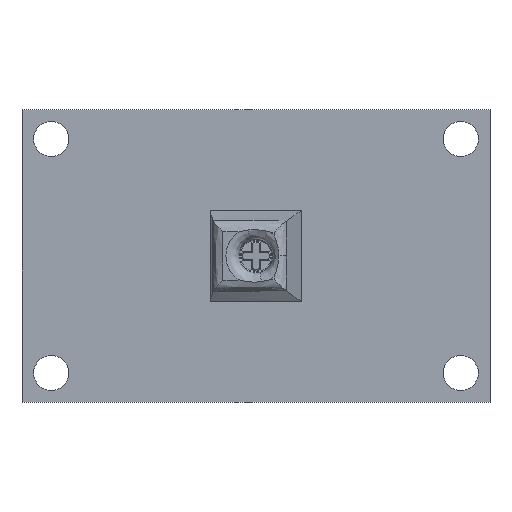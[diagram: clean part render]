
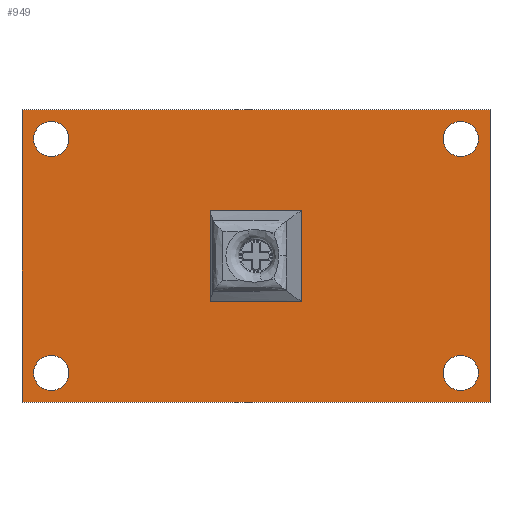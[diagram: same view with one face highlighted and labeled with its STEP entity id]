
A CAD part, top view. The second image highlights one B-rep face of the part: STEP entity #949.
In plain terms, the highlighted planar face has unit normal (0, 0, 1).
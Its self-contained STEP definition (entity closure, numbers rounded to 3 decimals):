
#84=FACE_BOUND('',#187,.T.);
#85=FACE_BOUND('',#188,.T.);
#86=FACE_BOUND('',#189,.T.);
#87=FACE_BOUND('',#190,.T.);
#88=FACE_BOUND('',#191,.T.);
#94=CIRCLE('',#1020,3.);
#95=CIRCLE('',#1021,3.);
#96=CIRCLE('',#1022,3.);
#97=CIRCLE('',#1023,3.);
#130=FACE_OUTER_BOUND('',#186,.T.);
#186=EDGE_LOOP('',(#628,#629,#630,#631));
#187=EDGE_LOOP('',(#632));
#188=EDGE_LOOP('',(#633));
#189=EDGE_LOOP('',(#634));
#190=EDGE_LOOP('',(#635));
#191=EDGE_LOOP('',(#636,#637,#638,#639));
#252=LINE('',#1345,#320);
#253=LINE('',#1347,#321);
#254=LINE('',#1349,#322);
#255=LINE('',#1350,#323);
#256=LINE('',#1361,#324);
#257=LINE('',#1363,#325);
#258=LINE('',#1365,#326);
#259=LINE('',#1366,#327);
#320=VECTOR('',#1107,10.);
#321=VECTOR('',#1108,10.);
#322=VECTOR('',#1109,10.);
#323=VECTOR('',#1110,10.);
#324=VECTOR('',#1119,10.);
#325=VECTOR('',#1120,10.);
#326=VECTOR('',#1121,10.);
#327=VECTOR('',#1122,10.);
#388=VERTEX_POINT('',#1343);
#389=VERTEX_POINT('',#1344);
#390=VERTEX_POINT('',#1346);
#391=VERTEX_POINT('',#1348);
#392=VERTEX_POINT('',#1351);
#393=VERTEX_POINT('',#1353);
#394=VERTEX_POINT('',#1355);
#395=VERTEX_POINT('',#1357);
#396=VERTEX_POINT('',#1359);
#397=VERTEX_POINT('',#1360);
#398=VERTEX_POINT('',#1362);
#399=VERTEX_POINT('',#1364);
#482=EDGE_CURVE('',#388,#389,#252,.T.);
#483=EDGE_CURVE('',#389,#390,#253,.T.);
#484=EDGE_CURVE('',#390,#391,#254,.T.);
#485=EDGE_CURVE('',#391,#388,#255,.T.);
#486=EDGE_CURVE('',#392,#392,#94,.T.);
#487=EDGE_CURVE('',#393,#393,#95,.T.);
#488=EDGE_CURVE('',#394,#394,#96,.T.);
#489=EDGE_CURVE('',#395,#395,#97,.T.);
#490=EDGE_CURVE('',#396,#397,#256,.T.);
#491=EDGE_CURVE('',#397,#398,#257,.T.);
#492=EDGE_CURVE('',#398,#399,#258,.T.);
#493=EDGE_CURVE('',#399,#396,#259,.T.);
#628=ORIENTED_EDGE('',*,*,#482,.T.);
#629=ORIENTED_EDGE('',*,*,#483,.T.);
#630=ORIENTED_EDGE('',*,*,#484,.T.);
#631=ORIENTED_EDGE('',*,*,#485,.T.);
#632=ORIENTED_EDGE('',*,*,#486,.T.);
#633=ORIENTED_EDGE('',*,*,#487,.T.);
#634=ORIENTED_EDGE('',*,*,#488,.T.);
#635=ORIENTED_EDGE('',*,*,#489,.T.);
#636=ORIENTED_EDGE('',*,*,#490,.T.);
#637=ORIENTED_EDGE('',*,*,#491,.T.);
#638=ORIENTED_EDGE('',*,*,#492,.T.);
#639=ORIENTED_EDGE('',*,*,#493,.T.);
#920=PLANE('',#1019);
#949=ADVANCED_FACE('',(#130,#84,#85,#86,#87,#88),#920,.T.);
#1019=AXIS2_PLACEMENT_3D('',#1342,#1105,#1106);
#1020=AXIS2_PLACEMENT_3D('',#1352,#1111,#1112);
#1021=AXIS2_PLACEMENT_3D('',#1354,#1113,#1114);
#1022=AXIS2_PLACEMENT_3D('',#1356,#1115,#1116);
#1023=AXIS2_PLACEMENT_3D('',#1358,#1117,#1118);
#1105=DIRECTION('center_axis',(0.,0.,1.));
#1106=DIRECTION('ref_axis',(1.,0.,0.));
#1107=DIRECTION('',(0.,-1.,0.));
#1108=DIRECTION('',(1.,0.,0.));
#1109=DIRECTION('',(0.,1.,0.));
#1110=DIRECTION('',(-1.,0.,0.));
#1111=DIRECTION('center_axis',(0.,0.,-1.));
#1112=DIRECTION('ref_axis',(1.,0.,0.));
#1113=DIRECTION('center_axis',(0.,0.,-1.));
#1114=DIRECTION('ref_axis',(1.,0.,0.));
#1115=DIRECTION('center_axis',(0.,0.,-1.));
#1116=DIRECTION('ref_axis',(1.,0.,0.));
#1117=DIRECTION('center_axis',(0.,0.,-1.));
#1118=DIRECTION('ref_axis',(1.,0.,0.));
#1119=DIRECTION('',(0.,-1.,0.));
#1120=DIRECTION('',(-1.,0.,0.));
#1121=DIRECTION('',(0.,1.,0.));
#1122=DIRECTION('',(1.,0.,0.));
#1342=CARTESIAN_POINT('Origin',(0.,0.,0.));
#1343=CARTESIAN_POINT('',(-40.,25.,0.));
#1344=CARTESIAN_POINT('',(-40.,-25.,0.));
#1345=CARTESIAN_POINT('',(-40.,25.,0.));
#1346=CARTESIAN_POINT('',(40.,-25.,0.));
#1347=CARTESIAN_POINT('',(-40.,-25.,0.));
#1348=CARTESIAN_POINT('',(40.,25.,0.));
#1349=CARTESIAN_POINT('',(40.,-25.,0.));
#1350=CARTESIAN_POINT('',(40.,25.,0.));
#1351=CARTESIAN_POINT('',(-38.,20.,0.));
#1352=CARTESIAN_POINT('Origin',(-35.,20.,0.));
#1353=CARTESIAN_POINT('',(32.,20.,0.));
#1354=CARTESIAN_POINT('Origin',(35.,20.,0.));
#1355=CARTESIAN_POINT('',(32.,-20.,0.));
#1356=CARTESIAN_POINT('Origin',(35.,-20.,0.));
#1357=CARTESIAN_POINT('',(-38.,-20.,0.));
#1358=CARTESIAN_POINT('Origin',(-35.,-20.,0.));
#1359=CARTESIAN_POINT('',(7.75,7.75,0.));
#1360=CARTESIAN_POINT('',(7.75,-7.75,0.));
#1361=CARTESIAN_POINT('',(7.75,-4.5,0.));
#1362=CARTESIAN_POINT('',(-7.75,-7.75,0.));
#1363=CARTESIAN_POINT('',(0.,-7.75,0.));
#1364=CARTESIAN_POINT('',(-7.75,7.75,0.));
#1365=CARTESIAN_POINT('',(-7.75,-4.5,0.));
#1366=CARTESIAN_POINT('',(0.,7.75,0.));
